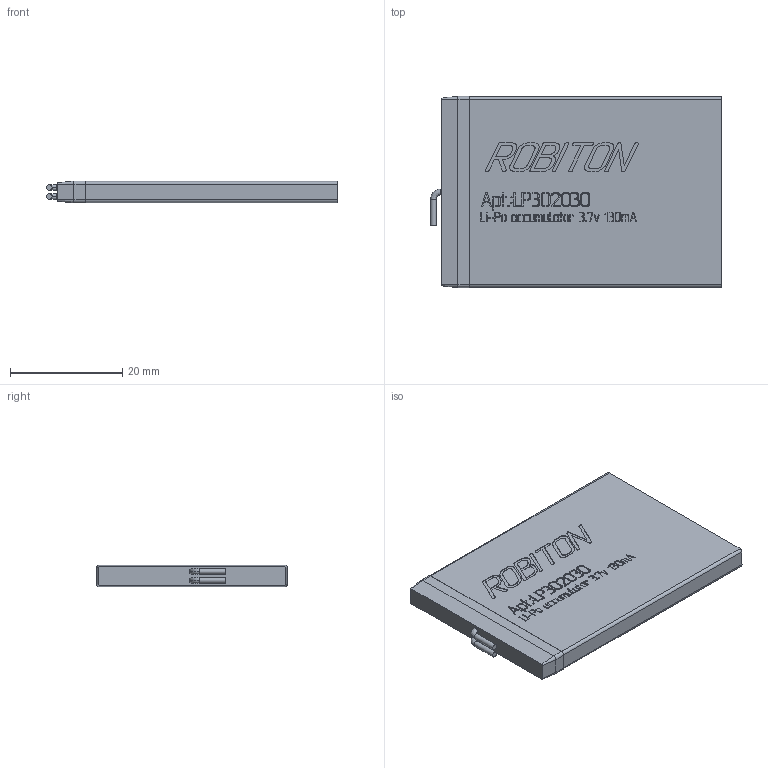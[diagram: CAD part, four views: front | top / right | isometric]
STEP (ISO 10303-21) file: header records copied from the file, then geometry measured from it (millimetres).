
FILE_DESCRIPTION(('STEP AP214'), '1');
FILE_NAME('Lp383450', '2024-10-20T15:19:26', (''), (''), 'C3D Converter', 'C3D Toolkit', '');
FILE_SCHEMA(('AUTOMOTIVE_DESIGN { 1 0 10303 214 3 1 1}'));
Length unit declared in the file: millimetre
Bounding box: 51.9 x 34.1 x 3.9 mm (x, y, z)
Volume: 6436.1 mm3; surface area: 4066.8 mm2
Topology: 1 solids, 1 shells, 2013 faces, 5817 edges, 3874 vertices
Faces by surface type: plane 1119, cylinder 886, cone 4, bspline 4
Full cylindrical faces by diameter (mm): 1 x4
Entity records: 82831 total; most frequent: CARTESIAN_POINT 11937, ORIENTED_EDGE 11626, DIRECTION 11609, EDGE_CURVE 5813, LINE 4029, VECTOR 4029, VERTEX_POINT 3874, AXIS2_PLACEMENT_3D 3790
